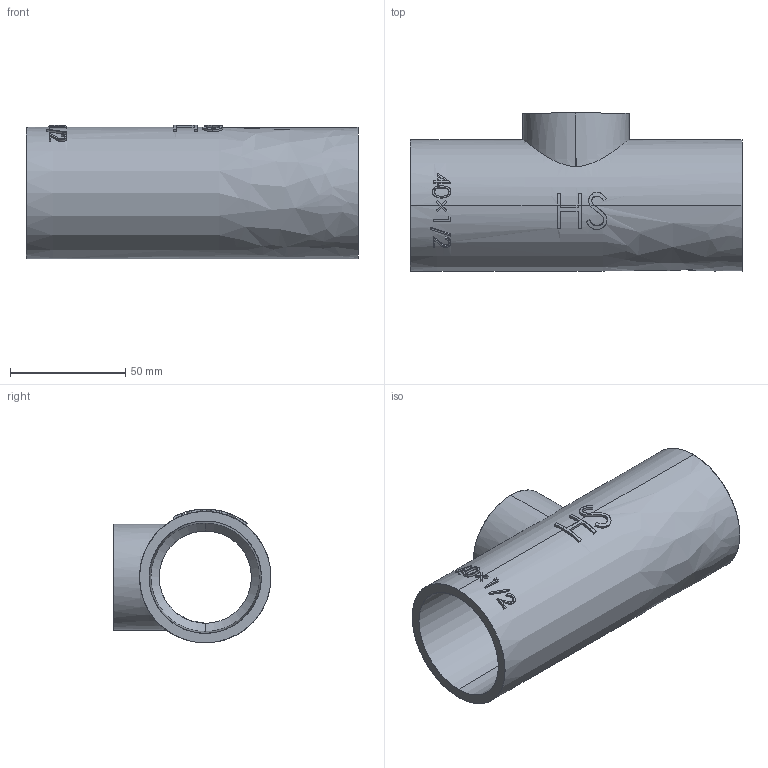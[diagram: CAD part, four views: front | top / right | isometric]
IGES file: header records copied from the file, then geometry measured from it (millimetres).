
Start section: SolidWorks IGES file using analytic representation for surfaces
Global section: file name: VP-TD 40-12.IGS; native system: SolidWorks 2017; preprocessor: SolidWorks 2017; author: D1712-001!; date: 221021.160045; units: millimetre
Bounding box: 144 x 68.5 x 58 mm (x, y, z)
Surface area: 55438 mm2 (no closed solid volume)
Topology: 0 solids, 0 shells, 151 faces, 3291 edges, 3288 vertices
Faces by surface type: bspline 98, revolution 53
